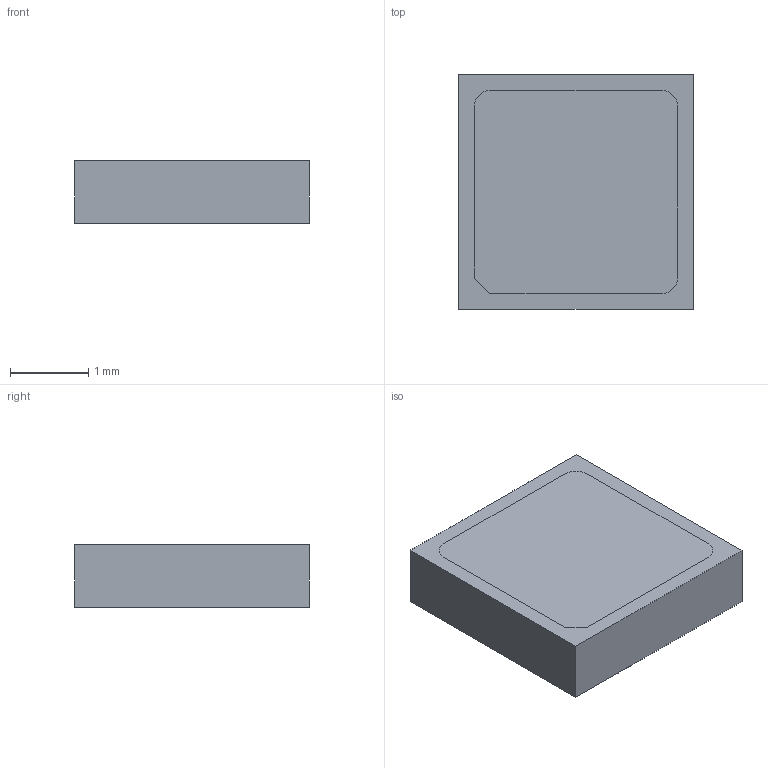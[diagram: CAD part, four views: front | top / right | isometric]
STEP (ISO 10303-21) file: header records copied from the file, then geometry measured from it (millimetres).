
FILE_DESCRIPTION (( 'STEP AP214' ), '1' );
FILE_NAME ('757H.STEP', '2019-04-08T00:39:55', ( '' ), ( '' ), 'SwSTEP 2.0', 'SolidWorks 2016', '' );
FILE_SCHEMA (( 'AUTOMOTIVE_DESIGN' ));
Length unit declared in the file: millimetre
Products named in the file (3): 757H; 2; 1
Assembly tree (2 placements, depth 2):
  757H
    1
    2
Bounding box: 3 x 3 x 0.8 mm (x, y, z)
Volume: 7.2 mm3; surface area: 42 mm2
Topology: 2 solids, 2 shells, 39 faces, 96 edges, 64 vertices
Faces by surface type: plane 29, cylinder 10
Entity records: 1260 total; most frequent: CARTESIAN_POINT 204, DIRECTION 204, ORIENTED_EDGE 192, EDGE_CURVE 96, LINE 76, VECTOR 76, AXIS2_PLACEMENT_3D 64, VERTEX_POINT 64
